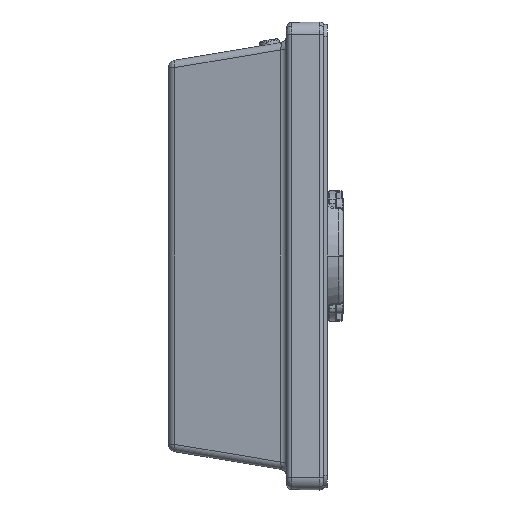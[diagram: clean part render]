
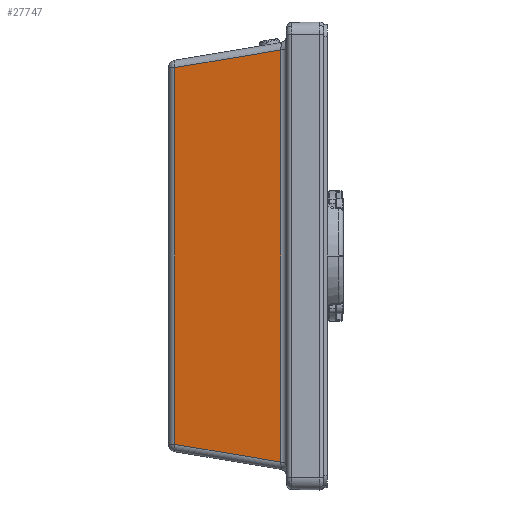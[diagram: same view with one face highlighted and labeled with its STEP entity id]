
A CAD part, left-side view. The second image highlights one B-rep face of the part: STEP entity #27747.
In plain terms, the highlighted planar face has unit normal (-0.986, 0.164, 0).
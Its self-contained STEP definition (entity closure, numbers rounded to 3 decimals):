
#654 = EDGE_LOOP ( 'NONE', ( #2556, #2558, #2557, #2559 ) ) ;
#986 = VERTEX_POINT ( 'NONE', #28384 ) ;
#1002 = VERTEX_POINT ( 'NONE', #28316 ) ;
#1284 = VERTEX_POINT ( 'NONE', #27121 ) ;
#1301 = VERTEX_POINT ( 'NONE', #27139 ) ;
#2556 = ORIENTED_EDGE ( 'NONE', *, *, #2955, .T. ) ;
#2557 = ORIENTED_EDGE ( 'NONE', *, *, #2956, .T. ) ;
#2558 = ORIENTED_EDGE ( 'NONE', *, *, #2954, .T. ) ;
#2559 = ORIENTED_EDGE ( 'NONE', *, *, #2957, .T. ) ;
#2954 = EDGE_CURVE ( 'NONE', #1284, #1002, #7648, .T. ) ;
#2955 = EDGE_CURVE ( 'NONE', #1301, #1284, #7649, .T. ) ;
#2956 = EDGE_CURVE ( 'NONE', #1002, #986, #7650, .T. ) ;
#2957 = EDGE_CURVE ( 'NONE', #986, #1301, #8612, .T. ) ;
#7648 = LINE ( 'NONE', #8288, #10608 ) ;
#7649 = LINE ( 'NONE', #8290, #10630 ) ;
#7650 = LINE ( 'NONE', #8292, #10603 ) ;
#8288 = CARTESIAN_POINT ( 'NONE',  ( -79.418, 60.493, -76.041 ) ) ;
#8289 = DIRECTION ( 'NONE',  ( 0., 0., -1. ) ) ;
#8290 = CARTESIAN_POINT ( 'NONE',  ( -79.078, 62.533, 76.119 ) ) ;
#8291 = DIRECTION ( 'NONE',  ( 0.162, 0.973, -0.162 ) ) ;
#8292 = CARTESIAN_POINT ( 'NONE',  ( -74.92, 87.48, -71.961 ) ) ;
#8293 = DIRECTION ( 'NONE',  ( -0.162, -0.973, -0.162 ) ) ;
#8294 = CARTESIAN_POINT ( 'NONE',  ( -86.582, 17.507, 84.041 ) ) ;
#8295 = DIRECTION ( 'NONE',  ( 0., 0., 1. ) ) ;
#8612 = LINE ( 'NONE', #8294, #10604 ) ;
#10603 = VECTOR ( 'NONE', #8293, 1000. ) ;
#10604 = VECTOR ( 'NONE', #8295, 1000. ) ;
#10608 = VECTOR ( 'NONE', #8289, 1000. ) ;
#10630 = VECTOR ( 'NONE', #8291, 1000. ) ;
#23593 = FACE_OUTER_BOUND ( 'NONE', #654, .T. ) ;
#24727 = PLANE ( 'NONE',  #25136 ) ;
#24728 = CARTESIAN_POINT ( 'NONE',  ( -79., 63., 79. ) ) ;
#24729 = DIRECTION ( 'NONE',  ( 0.986, -0.164, 0. ) ) ;
#24730 = DIRECTION ( 'NONE',  ( 0.164, 0.986, 0. ) ) ;
#25136 = AXIS2_PLACEMENT_3D ( 'NONE', #24728, #24729, #24730 ) ;
#27121 = CARTESIAN_POINT ( 'NONE',  ( -79.418, 60.493, 76.459 ) ) ;
#27139 = CARTESIAN_POINT ( 'NONE',  ( -86.582, 17.507, 83.623 ) ) ;
#27747 = ADVANCED_FACE ( 'NONE', ( #23593 ), #24727, .F. ) ;
#28316 = CARTESIAN_POINT ( 'NONE',  ( -79.418, 60.493, -76.459 ) ) ;
#28384 = CARTESIAN_POINT ( 'NONE',  ( -86.582, 17.507, -83.623 ) ) ;
